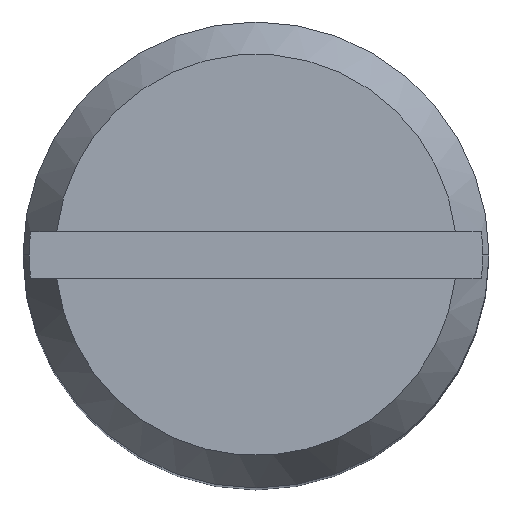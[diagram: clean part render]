
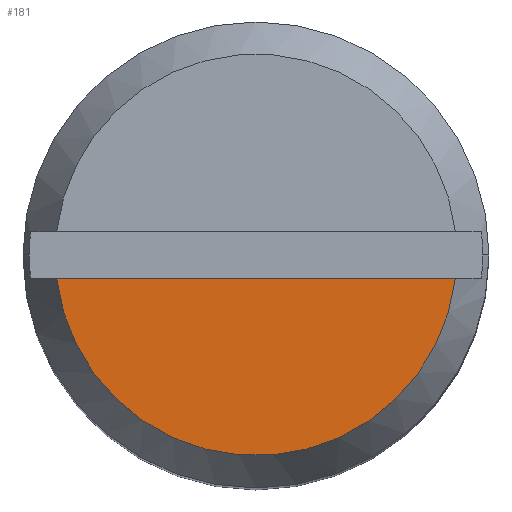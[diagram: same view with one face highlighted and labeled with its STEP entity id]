
A CAD part, top view. The second image highlights one B-rep face of the part: STEP entity #181.
In plain terms, the highlighted planar face has unit normal (0, 0, 1).
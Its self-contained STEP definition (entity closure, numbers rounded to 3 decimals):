
#95=VERTEX_POINT('',#250);
#107=EDGE_CURVE('',#215,#95,#263,.T.);
#113=EDGE_CURVE('',#95,#215,#270,.T.);
#181=ADVANCED_FACE('',(#348),#349,.T.);
#215=VERTEX_POINT('',#385);
#250=CARTESIAN_POINT('',(1.502,-0.176,11.12));
#263=CIRCLE('',#430,1.512);
#270=LINE('',#440,#441);
#348=FACE_OUTER_BOUND('',#567,.T.);
#349=PLANE('',#568);
#385=CARTESIAN_POINT('',(-1.502,-0.176,11.12));
#430=AXIS2_PLACEMENT_3D('',#666,#667,#668);
#440=CARTESIAN_POINT('',(0.378,-0.176,11.12));
#441=VECTOR('',#678,1.0);
#567=EDGE_LOOP('',(#784,#785));
#568=AXIS2_PLACEMENT_3D('',#786,#787,#788);
#666=CARTESIAN_POINT('',(0.,0.0,11.12));
#667=DIRECTION('',(0.,0.,1.0));
#668=DIRECTION('',(1.0,0.,0.));
#678=DIRECTION('',(-1.0,0.0,0.));
#784=ORIENTED_EDGE('',*,*,#113,.T.);
#785=ORIENTED_EDGE('',*,*,#107,.T.);
#786=CARTESIAN_POINT('',(0.756,0.,11.12));
#787=DIRECTION('',(0.,0.,1.0));
#788=DIRECTION('',(1.0,0.,0.));
